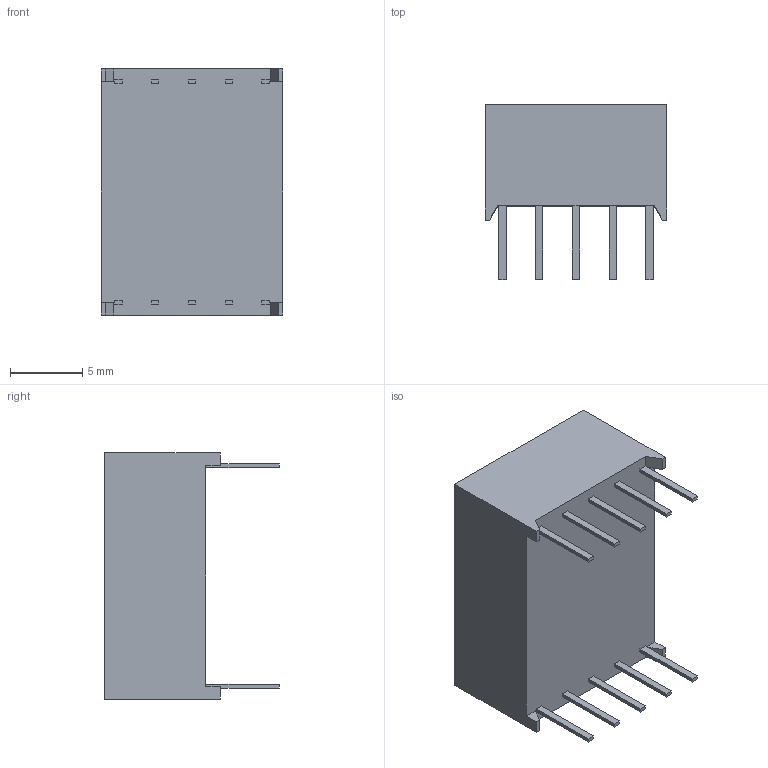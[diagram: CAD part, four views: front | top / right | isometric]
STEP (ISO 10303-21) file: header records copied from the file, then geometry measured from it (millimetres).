
FILE_DESCRIPTION (( 'STEP AP214' ), '1' );
FILE_NAME ('display7seg HDSP-H103.STEP', '2020-11-13T06:35:15', ( '' ), ( '' ), 'SwSTEP 2.0', 'SolidWorks 2020', '' );
FILE_SCHEMA (( 'AUTOMOTIVE_DESIGN' ));
Length unit declared in the file: millimetre
Products named in the file (1): display7seg HDSP-H103
Bounding box: 12.57 x 12.09 x 17.02 mm (x, y, z)
Volume: 1506.6 mm3; surface area: 930.5 mm2
Topology: 1 solids, 1 shells, 86 faces, 210 edges, 140 vertices
Faces by surface type: plane 84, cylinder 2
Entity records: 2688 total; most frequent: CARTESIAN_POINT 437, ORIENTED_EDGE 420, DIRECTION 388, EDGE_CURVE 210, VECTOR 206, LINE 206, VERTEX_POINT 140, EDGE_LOOP 100
